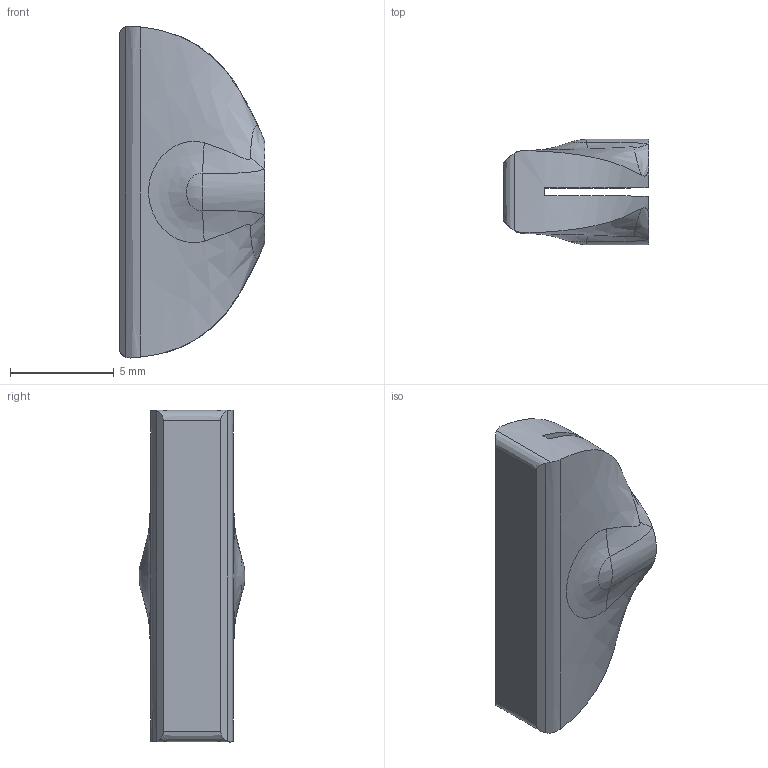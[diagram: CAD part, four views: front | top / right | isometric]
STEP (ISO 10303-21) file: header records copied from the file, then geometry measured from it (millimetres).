
FILE_DESCRIPTION (( 'STEP AP214' ), '1' );
FILE_NAME ('ProbeTip.STEP', '2024-09-12T03:23:02', ( 'Windows User' ), ( 'P R C' ), 'SwSTEP 2.0', 'SolidWorks 2022', '' );
FILE_SCHEMA (( 'AUTOMOTIVE_DESIGN' ));
Length unit declared in the file: millimetre
Products named in the file (1): ProbeTip
Bounding box: 7 x 5.1 x 15.97 mm (x, y, z)
Volume: 321.5 mm3; surface area: 447 mm2
Topology: 1 solids, 1 shells, 38 faces, 96 edges, 60 vertices
Faces by surface type: bspline 20, cylinder 8, plane 8, torus 2
Entity records: 2590 total; most frequent: CARTESIAN_POINT 1809, ORIENTED_EDGE 192, DIRECTION 102, EDGE_CURVE 96, VERTEX_POINT 60, B_SPLINE_CURVE_WITH_KNOTS 56, AXIS2_PLACEMENT_3D 43, FACE_OUTER_BOUND 38
